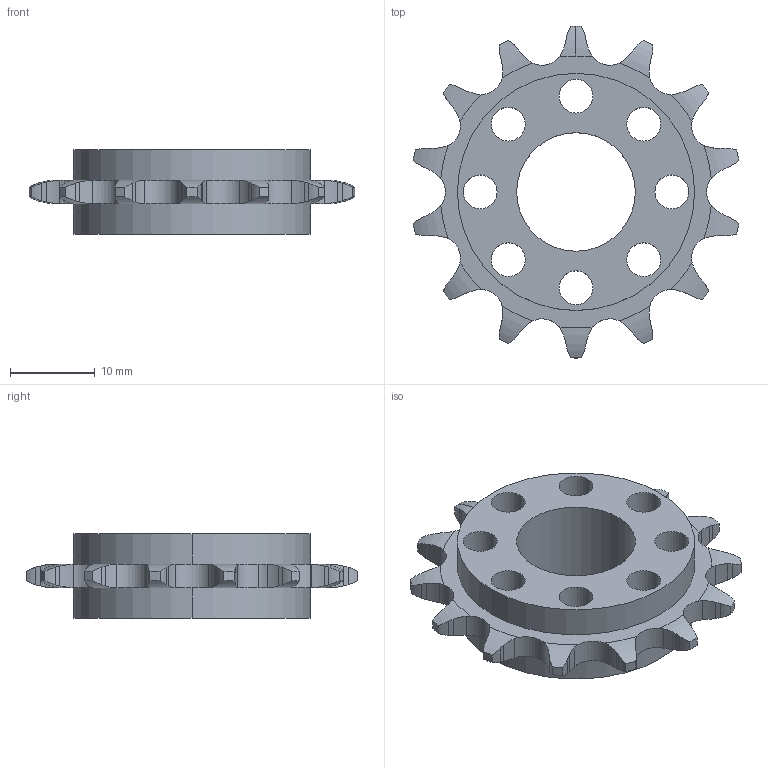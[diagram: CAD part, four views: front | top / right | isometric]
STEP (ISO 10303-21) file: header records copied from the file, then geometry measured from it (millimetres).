
FILE_DESCRIPTION (( 'STEP AP203' ), '1' );
FILE_NAME ('3310-0014-0014.STEP', '2018-07-26T14:47:22', ( '' ), ( '' ), 'SwSTEP 2.0', 'SolidWorks 2016', '' );
FILE_SCHEMA (( 'CONFIG_CONTROL_DESIGN' ));
Length unit declared in the file: millimetre
Products named in the file (1): 3310-0014-0014
Bounding box: 38.47 x 39.2 x 10 mm (x, y, z)
Volume: 4399.3 mm3; surface area: 3811 mm2
Topology: 1 solids, 1 shells, 177 faces, 519 edges, 346 vertices
Faces by surface type: cylinder 115, plane 32, torus 30
Entity records: 6286 total; most frequent: CARTESIAN_POINT 1795, ORIENTED_EDGE 1038, DIRECTION 779, EDGE_CURVE 519, VERTEX_POINT 346, AXIS2_PLACEMENT_3D 318, B_SPLINE_CURVE_WITH_KNOTS 236, EDGE_LOOP 197
